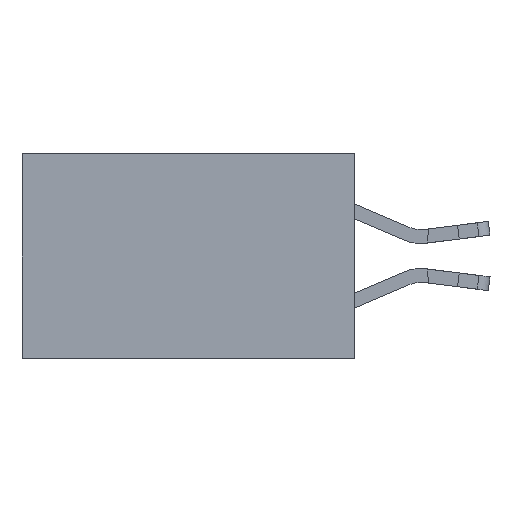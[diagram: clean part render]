
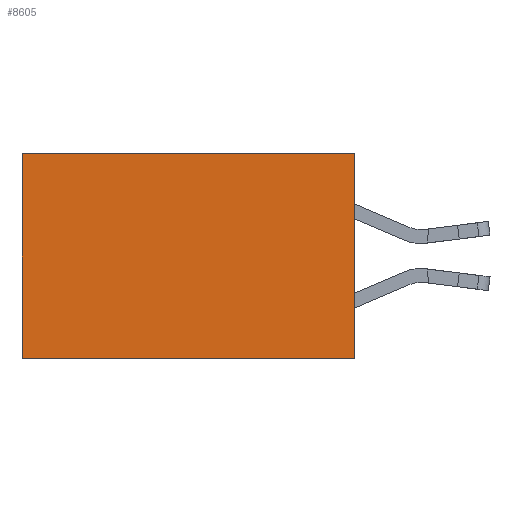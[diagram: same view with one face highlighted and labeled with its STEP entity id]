
A CAD part, left-side view. The second image highlights one B-rep face of the part: STEP entity #8605.
In plain terms, the highlighted planar face has unit normal (-1, 0, 0).
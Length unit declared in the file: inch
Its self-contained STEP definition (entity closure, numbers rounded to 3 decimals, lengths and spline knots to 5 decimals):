
#54 = EDGE_CURVE ( 'NONE', #10675, #321, #6539, .T. ) ;
#223 = VERTEX_POINT ( 'NONE', #7005 ) ;
#321 = VERTEX_POINT ( 'NONE', #8021 ) ;
#1075 = EDGE_CURVE ( 'NONE', #321, #223, #10748, .T. ) ;
#1141 = CARTESIAN_POINT ( 'NONE',  ( 0.2615, 0., -0.37 ) ) ;
#1460 = ORIENTED_EDGE ( 'NONE', *, *, #1075, .T. ) ;
#1647 = VERTEX_POINT ( 'NONE', #4433 ) ;
#2161 = ORIENTED_EDGE ( 'NONE', *, *, #12683, .F. ) ;
#2961 = VECTOR ( 'NONE', #3014, 39.37008 ) ;
#2984 = CARTESIAN_POINT ( 'NONE',  ( 0.2615, 0., -0.37 ) ) ;
#3014 = DIRECTION ( 'NONE',  ( 0., 1., 0. ) ) ;
#4052 = FACE_OUTER_BOUND ( 'NONE', #8548, .T. ) ;
#4067 = DIRECTION ( 'NONE',  ( 0., 0., -1. ) ) ;
#4417 = AXIS2_PLACEMENT_3D ( 'NONE', #1141, #5998, #11316 ) ;
#4433 = CARTESIAN_POINT ( 'NONE',  ( 0.2615, 0., -0.37 ) ) ;
#5489 = VECTOR ( 'NONE', #4067, 39.37008 ) ;
#5832 = ORIENTED_EDGE ( 'NONE', *, *, #9979, .F. ) ;
#5998 = DIRECTION ( 'NONE',  ( 1., 0., 0. ) ) ;
#6281 = LINE ( 'NONE', #2984, #2961 ) ;
#6539 = LINE ( 'NONE', #10178, #11421 ) ;
#7005 = CARTESIAN_POINT ( 'NONE',  ( 0.2615, 0.6, -0.37 ) ) ;
#8021 = CARTESIAN_POINT ( 'NONE',  ( 0.2615, 0.6, 0. ) ) ;
#8377 = DIRECTION ( 'NONE',  ( 0., 0., -1. ) ) ;
#8548 = EDGE_LOOP ( 'NONE', ( #1460, #2161, #5832, #9001 ) ) ;
#8605 = ADVANCED_FACE ( 'NONE', ( #4052 ), #9802, .F. ) ;
#8630 = CARTESIAN_POINT ( 'NONE',  ( 0.2615, 0., -0.37 ) ) ;
#8784 = VECTOR ( 'NONE', #8377, 39.37008 ) ;
#9001 = ORIENTED_EDGE ( 'NONE', *, *, #54, .T. ) ;
#9414 = LINE ( 'NONE', #8630, #8784 ) ;
#9802 = PLANE ( 'NONE',  #4417 ) ;
#9979 = EDGE_CURVE ( 'NONE', #10675, #1647, #9414, .T. ) ;
#10178 = CARTESIAN_POINT ( 'NONE',  ( 0.2615, 0., 0. ) ) ;
#10385 = DIRECTION ( 'NONE',  ( 0., 1., 0. ) ) ;
#10675 = VERTEX_POINT ( 'NONE', #12728 ) ;
#10748 = LINE ( 'NONE', #12138, #5489 ) ;
#11316 = DIRECTION ( 'NONE',  ( 0., 0., -1. ) ) ;
#11421 = VECTOR ( 'NONE', #10385, 39.37008 ) ;
#12138 = CARTESIAN_POINT ( 'NONE',  ( 0.2615, 0.6, -0.37 ) ) ;
#12683 = EDGE_CURVE ( 'NONE', #1647, #223, #6281, .T. ) ;
#12728 = CARTESIAN_POINT ( 'NONE',  ( 0.2615, 0., 0. ) ) ;
